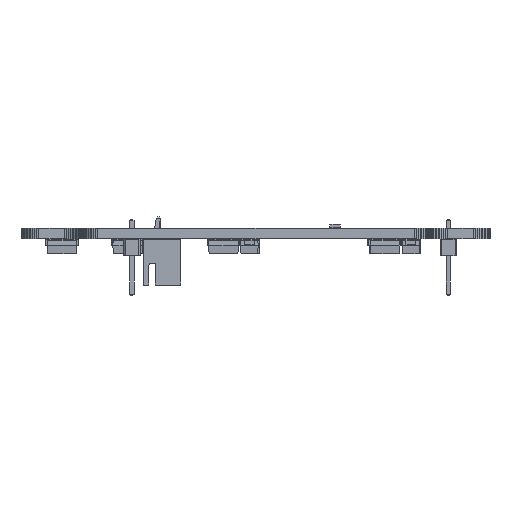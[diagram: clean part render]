
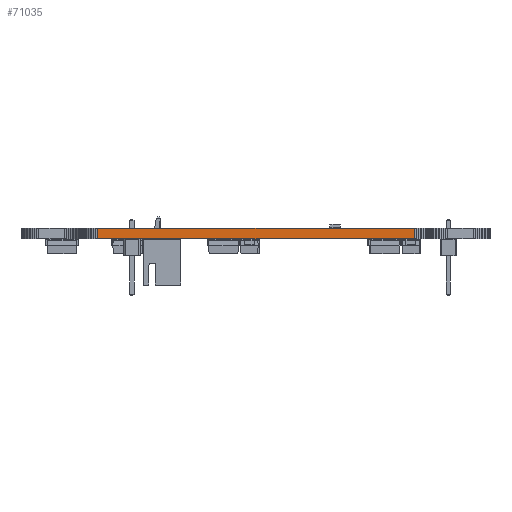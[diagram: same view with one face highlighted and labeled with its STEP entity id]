
A CAD part, left-side view. The second image highlights one B-rep face of the part: STEP entity #71035.
In plain terms, the highlighted planar face has unit normal (-1, 0, 0).
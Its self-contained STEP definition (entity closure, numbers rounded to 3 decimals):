
#54027 = PLANE('',#54028);
#54028 = AXIS2_PLACEMENT_3D('',#54029,#54030,#54031);
#54029 = CARTESIAN_POINT('',(84.963,-35.687,1.6));
#54030 = DIRECTION('',(-0.,-0.,-1.));
#54031 = DIRECTION('',(-1.,0.,0.));
#54081 = PLANE('',#54082);
#54082 = AXIS2_PLACEMENT_3D('',#54083,#54084,#54085);
#54083 = CARTESIAN_POINT('',(84.963,-35.687,0.));
#54084 = DIRECTION('',(-0.,-0.,-1.));
#54085 = DIRECTION('',(-1.,0.,0.));
#57634 = VERTEX_POINT('',#57635);
#57635 = CARTESIAN_POINT('',(0.,-59.817,0.));
#57649 = PLANE('',#57650);
#57650 = AXIS2_PLACEMENT_3D('',#57651,#57652,#57653);
#57651 = CARTESIAN_POINT('',(0.019,-60.123,0.));
#57652 = DIRECTION('',(-0.998,-0.06,0.));
#57653 = DIRECTION('',(-0.06,0.998,0.));
#57661 = EDGE_CURVE('',#57634,#57662,#57664,.T.);
#57662 = VERTEX_POINT('',#57663);
#57663 = CARTESIAN_POINT('',(0.,-11.557,0.));
#57664 = SURFACE_CURVE('',#57665,(#57669,#57676),.PCURVE_S1.);
#57665 = LINE('',#57666,#57667);
#57666 = CARTESIAN_POINT('',(0.,-59.817,0.));
#57667 = VECTOR('',#57668,1.);
#57668 = DIRECTION('',(0.,1.,0.));
#57669 = PCURVE('',#54081,#57670);
#57670 = DEFINITIONAL_REPRESENTATION('',(#57671),#57675);
#57671 = LINE('',#57672,#57673);
#57672 = CARTESIAN_POINT('',(84.963,-24.13));
#57673 = VECTOR('',#57674,1.);
#57674 = DIRECTION('',(0.,1.));
#57675 = ( GEOMETRIC_REPRESENTATION_CONTEXT(2) 
PARAMETRIC_REPRESENTATION_CONTEXT() REPRESENTATION_CONTEXT('2D SPACE',''
  ) );
#57676 = PCURVE('',#57677,#57682);
#57677 = PLANE('',#57678);
#57678 = AXIS2_PLACEMENT_3D('',#57679,#57680,#57681);
#57679 = CARTESIAN_POINT('',(0.,-59.817,0.));
#57680 = DIRECTION('',(-1.,0.,0.));
#57681 = DIRECTION('',(0.,1.,0.));
#57682 = DEFINITIONAL_REPRESENTATION('',(#57683),#57687);
#57683 = LINE('',#57684,#57685);
#57684 = CARTESIAN_POINT('',(0.,0.));
#57685 = VECTOR('',#57686,1.);
#57686 = DIRECTION('',(1.,0.));
#57687 = ( GEOMETRIC_REPRESENTATION_CONTEXT(2) 
PARAMETRIC_REPRESENTATION_CONTEXT() REPRESENTATION_CONTEXT('2D SPACE',''
  ) );
#57705 = PLANE('',#57706);
#57706 = AXIS2_PLACEMENT_3D('',#57707,#57708,#57709);
#57707 = CARTESIAN_POINT('',(0.,-11.557,0.));
#57708 = DIRECTION('',(-0.998,0.06,0.));
#57709 = DIRECTION('',(0.06,0.998,0.));
#64938 = VERTEX_POINT('',#64939);
#64939 = CARTESIAN_POINT('',(0.,-59.817,1.6));
#64960 = EDGE_CURVE('',#64938,#64961,#64963,.T.);
#64961 = VERTEX_POINT('',#64962);
#64962 = CARTESIAN_POINT('',(0.,-11.557,1.6));
#64963 = SURFACE_CURVE('',#64964,(#64968,#64975),.PCURVE_S1.);
#64964 = LINE('',#64965,#64966);
#64965 = CARTESIAN_POINT('',(0.,-59.817,1.6));
#64966 = VECTOR('',#64967,1.);
#64967 = DIRECTION('',(0.,1.,0.));
#64968 = PCURVE('',#54027,#64969);
#64969 = DEFINITIONAL_REPRESENTATION('',(#64970),#64974);
#64970 = LINE('',#64971,#64972);
#64971 = CARTESIAN_POINT('',(84.963,-24.13));
#64972 = VECTOR('',#64973,1.);
#64973 = DIRECTION('',(0.,1.));
#64974 = ( GEOMETRIC_REPRESENTATION_CONTEXT(2) 
PARAMETRIC_REPRESENTATION_CONTEXT() REPRESENTATION_CONTEXT('2D SPACE',''
  ) );
#64975 = PCURVE('',#57677,#64976);
#64976 = DEFINITIONAL_REPRESENTATION('',(#64977),#64981);
#64977 = LINE('',#64978,#64979);
#64978 = CARTESIAN_POINT('',(0.,-1.6));
#64979 = VECTOR('',#64980,1.);
#64980 = DIRECTION('',(1.,0.));
#64981 = ( GEOMETRIC_REPRESENTATION_CONTEXT(2) 
PARAMETRIC_REPRESENTATION_CONTEXT() REPRESENTATION_CONTEXT('2D SPACE',''
  ) );
#70985 = EDGE_CURVE('',#57662,#64961,#70986,.T.);
#70986 = SURFACE_CURVE('',#70987,(#70991,#70998),.PCURVE_S1.);
#70987 = LINE('',#70988,#70989);
#70988 = CARTESIAN_POINT('',(0.,-11.557,0.));
#70989 = VECTOR('',#70990,1.);
#70990 = DIRECTION('',(0.,0.,1.));
#70991 = PCURVE('',#57705,#70992);
#70992 = DEFINITIONAL_REPRESENTATION('',(#70993),#70997);
#70993 = LINE('',#70994,#70995);
#70994 = CARTESIAN_POINT('',(0.,0.));
#70995 = VECTOR('',#70996,1.);
#70996 = DIRECTION('',(0.,-1.));
#70997 = ( GEOMETRIC_REPRESENTATION_CONTEXT(2) 
PARAMETRIC_REPRESENTATION_CONTEXT() REPRESENTATION_CONTEXT('2D SPACE',''
  ) );
#70998 = PCURVE('',#57677,#70999);
#70999 = DEFINITIONAL_REPRESENTATION('',(#71000),#71004);
#71000 = LINE('',#71001,#71002);
#71001 = CARTESIAN_POINT('',(48.26,0.));
#71002 = VECTOR('',#71003,1.);
#71003 = DIRECTION('',(0.,-1.));
#71004 = ( GEOMETRIC_REPRESENTATION_CONTEXT(2) 
PARAMETRIC_REPRESENTATION_CONTEXT() REPRESENTATION_CONTEXT('2D SPACE',''
  ) );
#71035 = ADVANCED_FACE('',(#71036),#57677,.T.);
#71036 = FACE_BOUND('',#71037,.T.);
#71037 = EDGE_LOOP('',(#71038,#71059,#71060,#71061));
#71038 = ORIENTED_EDGE('',*,*,#71039,.T.);
#71039 = EDGE_CURVE('',#57634,#64938,#71040,.T.);
#71040 = SURFACE_CURVE('',#71041,(#71045,#71052),.PCURVE_S1.);
#71041 = LINE('',#71042,#71043);
#71042 = CARTESIAN_POINT('',(0.,-59.817,0.));
#71043 = VECTOR('',#71044,1.);
#71044 = DIRECTION('',(0.,0.,1.));
#71045 = PCURVE('',#57677,#71046);
#71046 = DEFINITIONAL_REPRESENTATION('',(#71047),#71051);
#71047 = LINE('',#71048,#71049);
#71048 = CARTESIAN_POINT('',(0.,0.));
#71049 = VECTOR('',#71050,1.);
#71050 = DIRECTION('',(0.,-1.));
#71051 = ( GEOMETRIC_REPRESENTATION_CONTEXT(2) 
PARAMETRIC_REPRESENTATION_CONTEXT() REPRESENTATION_CONTEXT('2D SPACE',''
  ) );
#71052 = PCURVE('',#57649,#71053);
#71053 = DEFINITIONAL_REPRESENTATION('',(#71054),#71058);
#71054 = LINE('',#71055,#71056);
#71055 = CARTESIAN_POINT('',(0.307,0.));
#71056 = VECTOR('',#71057,1.);
#71057 = DIRECTION('',(0.,-1.));
#71058 = ( GEOMETRIC_REPRESENTATION_CONTEXT(2) 
PARAMETRIC_REPRESENTATION_CONTEXT() REPRESENTATION_CONTEXT('2D SPACE',''
  ) );
#71059 = ORIENTED_EDGE('',*,*,#64960,.T.);
#71060 = ORIENTED_EDGE('',*,*,#70985,.F.);
#71061 = ORIENTED_EDGE('',*,*,#57661,.F.);
